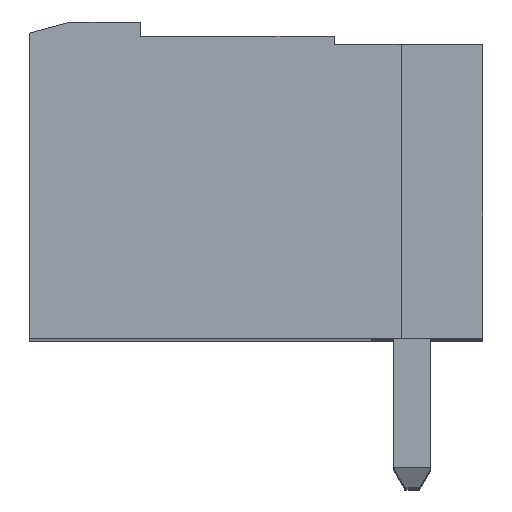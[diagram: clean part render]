
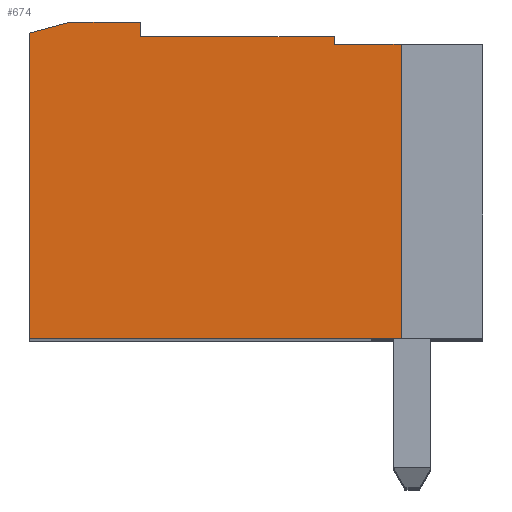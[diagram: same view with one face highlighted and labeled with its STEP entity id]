
A CAD part, top view. The second image highlights one B-rep face of the part: STEP entity #674.
In plain terms, the highlighted planar face has unit normal (0, 0, 1).
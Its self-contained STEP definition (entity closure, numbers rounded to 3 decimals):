
#674 = ADVANCED_FACE( '', ( #1758 ), #1759, .T. );
#1758 = FACE_OUTER_BOUND( '', #3292, .T. );
#1759 = PLANE( '', #3293 );
#3292 = EDGE_LOOP( '', ( #5270, #5271, #5272, #5273, #5274, #5275, #5276, #5277, #5278 ) );
#3293 = AXIS2_PLACEMENT_3D( '', #5279, #5280, #5281 );
#5270 = ORIENTED_EDGE( '', *, *, #9543, .F. );
#5271 = ORIENTED_EDGE( '', *, *, #9323, .F. );
#5272 = ORIENTED_EDGE( '', *, *, #9544, .F. );
#5273 = ORIENTED_EDGE( '', *, *, #9545, .F. );
#5274 = ORIENTED_EDGE( '', *, *, #9546, .F. );
#5275 = ORIENTED_EDGE( '', *, *, #9547, .F. );
#5276 = ORIENTED_EDGE( '', *, *, #9548, .F. );
#5277 = ORIENTED_EDGE( '', *, *, #9549, .F. );
#5278 = ORIENTED_EDGE( '', *, *, #9550, .F. );
#5279 = CARTESIAN_POINT( '', ( 204.225, 204.11, 31.48 ) );
#5280 = DIRECTION( '', ( 0., 0., 1. ) );
#5281 = DIRECTION( '', ( 0., 1., 0. ) );
#9323 = EDGE_CURVE( '', #11253, #11256, #11257, .T. );
#9543 = EDGE_CURVE( '', #11256, #11636, #11637, .T. );
#9544 = EDGE_CURVE( '', #11638, #11253, #11639, .T. );
#9545 = EDGE_CURVE( '', #11640, #11638, #11641, .T. );
#9546 = EDGE_CURVE( '', #11642, #11640, #11643, .T. );
#9547 = EDGE_CURVE( '', #11644, #11642, #11645, .T. );
#9548 = EDGE_CURVE( '', #11646, #11644, #11647, .T. );
#9549 = EDGE_CURVE( '', #11648, #11646, #11649, .T. );
#9550 = EDGE_CURVE( '', #11636, #11648, #11650, .T. );
#11253 = VERTEX_POINT( '', #14019 );
#11256 = VERTEX_POINT( '', #14023 );
#11257 = LINE( '', #14024, #14025 );
#11636 = VERTEX_POINT( '', #14582 );
#11637 = LINE( '', #14583, #14584 );
#11638 = VERTEX_POINT( '', #14585 );
#11639 = LINE( '', #14586, #14587 );
#11640 = VERTEX_POINT( '', #14588 );
#11641 = LINE( '', #14589, #14590 );
#11642 = VERTEX_POINT( '', #14591 );
#11643 = LINE( '', #14592, #14593 );
#11644 = VERTEX_POINT( '', #14594 );
#11645 = LINE( '', #14595, #14596 );
#11646 = VERTEX_POINT( '', #14597 );
#11647 = LINE( '', #14598, #14599 );
#11648 = VERTEX_POINT( '', #14600 );
#11649 = LINE( '', #14601, #14602 );
#11650 = LINE( '', #14603, #14604 );
#14019 = CARTESIAN_POINT( '', ( 204.225, 204.11, 31.48 ) );
#14023 = CARTESIAN_POINT( '', ( 204.225, 196.21, 31.48 ) );
#14024 = CARTESIAN_POINT( '', ( 204.225, 196.21, 31.48 ) );
#14025 = VECTOR( '', #17503, 1000. );
#14582 = CARTESIAN_POINT( '', ( 194.225, 196.21, 31.48 ) );
#14583 = CARTESIAN_POINT( '', ( 194.225, 196.21, 31.48 ) );
#14584 = VECTOR( '', #17688, 1000. );
#14585 = CARTESIAN_POINT( '', ( 202.425, 204.11, 31.48 ) );
#14586 = CARTESIAN_POINT( '', ( 204.225, 204.11, 31.48 ) );
#14587 = VECTOR( '', #17689, 1000. );
#14588 = CARTESIAN_POINT( '', ( 202.425, 204.31, 31.48 ) );
#14589 = CARTESIAN_POINT( '', ( 202.425, 204.11, 31.48 ) );
#14590 = VECTOR( '', #17690, 1000. );
#14591 = CARTESIAN_POINT( '', ( 197.225, 204.31, 31.48 ) );
#14592 = CARTESIAN_POINT( '', ( 202.425, 204.31, 31.48 ) );
#14593 = VECTOR( '', #17691, 1000. );
#14594 = CARTESIAN_POINT( '', ( 197.225, 204.71, 31.48 ) );
#14595 = CARTESIAN_POINT( '', ( 197.225, 204.31, 31.48 ) );
#14596 = VECTOR( '', #17692, 1000. );
#14597 = CARTESIAN_POINT( '', ( 195.345, 204.71, 31.48 ) );
#14598 = CARTESIAN_POINT( '', ( 197.225, 204.71, 31.48 ) );
#14599 = VECTOR( '', #17693, 1000. );
#14600 = CARTESIAN_POINT( '', ( 194.225, 204.41, 31.48 ) );
#14601 = CARTESIAN_POINT( '', ( 195.345, 204.71, 31.48 ) );
#14602 = VECTOR( '', #17694, 1000. );
#14603 = CARTESIAN_POINT( '', ( 194.225, 204.41, 31.48 ) );
#14604 = VECTOR( '', #17695, 1000. );
#17503 = DIRECTION( '', ( 0., -1., 0. ) );
#17688 = DIRECTION( '', ( -1., 0., 0. ) );
#17689 = DIRECTION( '', ( 1., 0., 0. ) );
#17690 = DIRECTION( '', ( 0., -1., 0. ) );
#17691 = DIRECTION( '', ( 1., 0., 0. ) );
#17692 = DIRECTION( '', ( 0., -1., 0. ) );
#17693 = DIRECTION( '', ( 1., 0., 0. ) );
#17694 = DIRECTION( '', ( 0.966, 0.259, 0. ) );
#17695 = DIRECTION( '', ( 0., 1., 0. ) );
